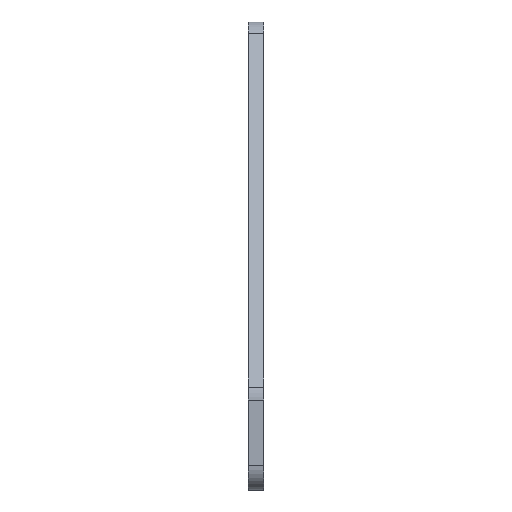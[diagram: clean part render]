
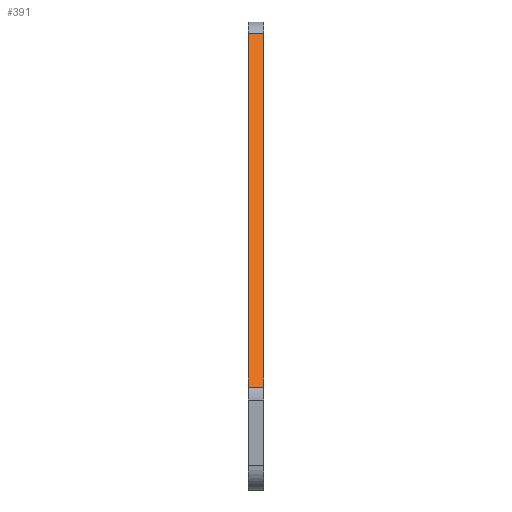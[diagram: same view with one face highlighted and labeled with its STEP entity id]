
A CAD part, front view. The second image highlights one B-rep face of the part: STEP entity #391.
In plain terms, the highlighted planar face has unit normal (0, -0.842, 0.54).
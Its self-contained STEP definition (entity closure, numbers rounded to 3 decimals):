
#2 = CARTESIAN_POINT ( 'NONE',  ( 0., -20.932, 48.25 ) ) ;
#68 = CARTESIAN_POINT ( 'NONE',  ( 3.175, -20.932, 48.25 ) ) ;
#106 = CARTESIAN_POINT ( 'NONE',  ( 3.175, -20.932, 48.25 ) ) ;
#179 = EDGE_CURVE ( 'NONE', #1355, #916, #347, .T. ) ;
#194 = DIRECTION ( 'NONE',  ( 0., 0.842, -0.54 ) ) ;
#222 = VECTOR ( 'NONE', #1004, 1000. ) ;
#256 = VERTEX_POINT ( 'NONE', #581 ) ;
#294 = AXIS2_PLACEMENT_3D ( 'NONE', #68, #194, #621 ) ;
#302 = LINE ( 'NONE', #309, #922 ) ;
#309 = CARTESIAN_POINT ( 'NONE',  ( 3.175, -22.408, 45.949 ) ) ;
#333 = CARTESIAN_POINT ( 'NONE',  ( 0., -22.408, 45.949 ) ) ;
#347 = LINE ( 'NONE', #666, #222 ) ;
#350 = ORIENTED_EDGE ( 'NONE', *, *, #179, .T. ) ;
#366 = VECTOR ( 'NONE', #954, 1000. ) ;
#373 = ORIENTED_EDGE ( 'NONE', *, *, #1335, .F. ) ;
#391 = ADVANCED_FACE ( 'NONE', ( #1251 ), #502, .F. ) ;
#405 = DIRECTION ( 'NONE',  ( 0., -0.54, -0.842 ) ) ;
#502 = PLANE ( 'NONE',  #294 ) ;
#524 = DIRECTION ( 'NONE',  ( -1., 0., 0. ) ) ;
#525 = LINE ( 'NONE', #106, #366 ) ;
#529 = EDGE_CURVE ( 'NONE', #256, #1078, #302, .T. ) ;
#531 = EDGE_CURVE ( 'NONE', #1078, #1355, #532, .T. ) ;
#532 = LINE ( 'NONE', #2, #1183 ) ;
#581 = CARTESIAN_POINT ( 'NONE',  ( 3.175, -22.408, 45.949 ) ) ;
#621 = DIRECTION ( 'NONE',  ( 0., 0.54, 0.842 ) ) ;
#624 = ORIENTED_EDGE ( 'NONE', *, *, #529, .T. ) ;
#666 = CARTESIAN_POINT ( 'NONE',  ( 3.175, -69.209, -27.016 ) ) ;
#916 = VERTEX_POINT ( 'NONE', #1200 ) ;
#922 = VECTOR ( 'NONE', #524, 1000. ) ;
#954 = DIRECTION ( 'NONE',  ( 0., -0.54, -0.842 ) ) ;
#1004 = DIRECTION ( 'NONE',  ( 1., 0., 0. ) ) ;
#1078 = VERTEX_POINT ( 'NONE', #333 ) ;
#1183 = VECTOR ( 'NONE', #405, 1000. ) ;
#1196 = ORIENTED_EDGE ( 'NONE', *, *, #531, .T. ) ;
#1200 = CARTESIAN_POINT ( 'NONE',  ( 3.175, -69.209, -27.016 ) ) ;
#1251 = FACE_OUTER_BOUND ( 'NONE', #1341, .T. ) ;
#1335 = EDGE_CURVE ( 'NONE', #256, #916, #525, .T. ) ;
#1341 = EDGE_LOOP ( 'NONE', ( #373, #624, #1196, #350 ) ) ;
#1355 = VERTEX_POINT ( 'NONE', #1357 ) ;
#1357 = CARTESIAN_POINT ( 'NONE',  ( 0., -69.209, -27.016 ) ) ;
